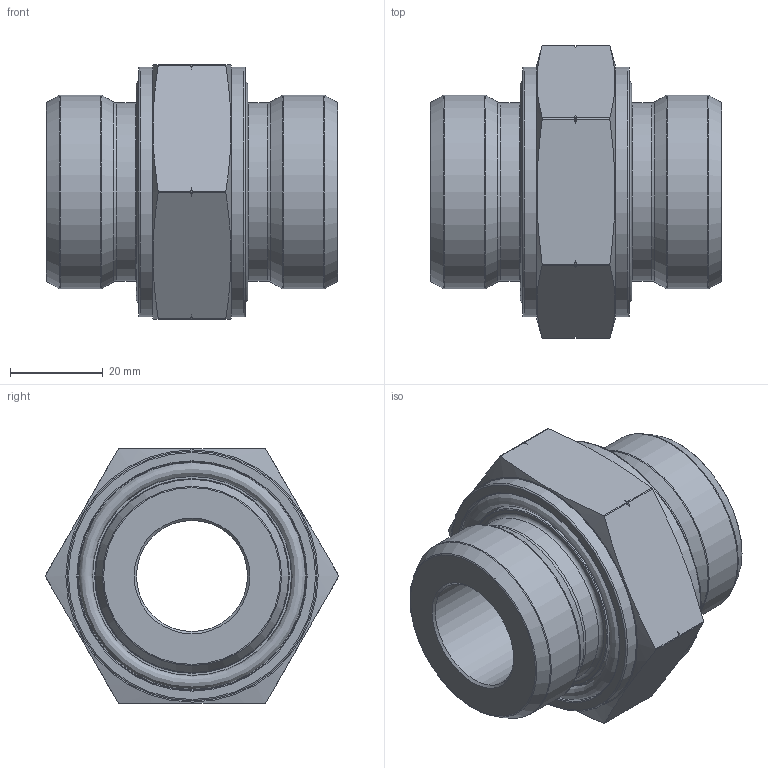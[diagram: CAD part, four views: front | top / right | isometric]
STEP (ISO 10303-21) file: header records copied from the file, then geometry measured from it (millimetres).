
FILE_DESCRIPTION(/* description */ (''),/* implementation_level */ '2;1');
FILE_NAME(/* name */ 'DO30.stp',/* time_stamp */ '2025-01-07T09:49:21+01:00',/* author */ (''),/* organization */ (''),/* preprocessor_version */ 'ST-DEVELOPER v16',/* originating_system */ 'SIEMENS PLM Software NX 10.0',/* authorisation */ '');
FILE_SCHEMA (('CONFIG_CONTROL_DESIGN'));
Length unit declared in the file: millimetre
Products named in the file (2): X-O43-1; X-DO114
Assembly tree (2 placements, depth 2):
  X-DO114
    X-O43-1  x2
Bounding box: 63 x 63.42 x 55 mm (x, y, z)
Volume: 80702.1 mm3; surface area: 22413.3 mm2
Topology: 3 solids, 3 shells, 77 faces, 178 edges, 111 vertices
Faces by surface type: cylinder 23, cone 20, plane 16, torus 16, revolution 2
Full cylindrical faces by diameter (mm): 24 x1, 38.5 x2, 41.9 x2, 42.055 x2, 49.345 x2, 53.955 x2
Entity records: 2432 total; most frequent: CARTESIAN_POINT 731, DIRECTION 283, ORIENTED_EDGE 268, EDGE_CURVE 134, AXIS2_PLACEMENT_3D 129, EDGE_LOOP 120, VERTEX_POINT 105, FACE_BOUND 91
